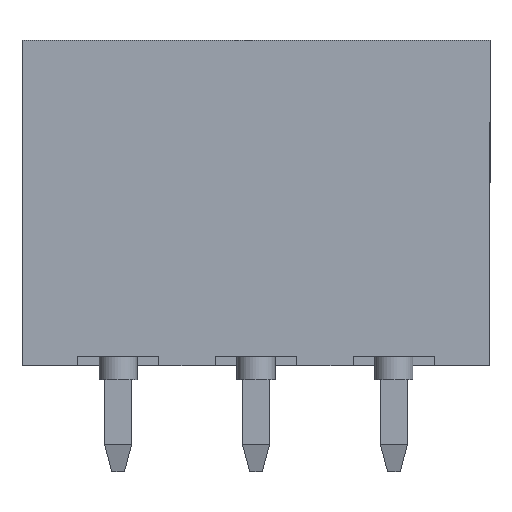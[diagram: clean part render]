
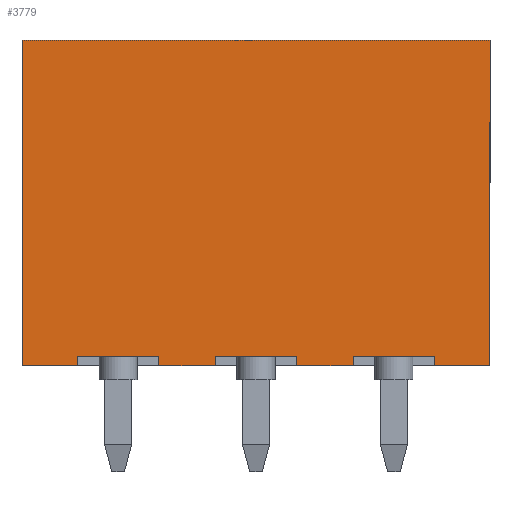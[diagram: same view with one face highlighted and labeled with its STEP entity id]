
A CAD part, front view. The second image highlights one B-rep face of the part: STEP entity #3779.
In plain terms, the highlighted planar face has unit normal (0, -1, 0).
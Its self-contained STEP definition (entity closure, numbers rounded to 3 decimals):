
#2361=CARTESIAN_POINT('',(-6.58,-3.8,0.35));
#2362=VERTEX_POINT('',#2361);
#2363=CARTESIAN_POINT('',(-3.58,-3.8,0.35));
#2364=VERTEX_POINT('',#2363);
#2365=CARTESIAN_POINT('',(-6.58,-3.8,0.35));
#2366=DIRECTION('',(1.0,0.0,0.0));
#2367=VECTOR('',#2366,3.0);
#2368=LINE('',#2365,#2367);
#2369=EDGE_CURVE('',#2362,#2364,#2368,.T.);
#2422=CARTESIAN_POINT('',(-8.62,-3.8,0.));
#2423=VERTEX_POINT('',#2422);
#2430=CARTESIAN_POINT('',(-8.62,-3.8,12.));
#2431=VERTEX_POINT('',#2430);
#2432=CARTESIAN_POINT('',(-8.62,-3.8,0.));
#2433=DIRECTION('',(0.0,0.0,1.0));
#2434=VECTOR('',#2433,12.);
#2435=LINE('',#2432,#2434);
#2436=EDGE_CURVE('',#2423,#2431,#2435,.T.);
#3662=CARTESIAN_POINT('',(-9.482,-3.8,12.6));
#3663=DIRECTION('',(0.0,-1.0,0.0));
#3664=DIRECTION('',(1.0,0.0,0.0));
#3665=AXIS2_PLACEMENT_3D('',#3662,#3663,#3664);
#3666=PLANE('',#3665);
#3667=ORIENTED_EDGE('',*,*,#2369,.T.);
#3668=CARTESIAN_POINT('',(-3.58,-3.8,0.));
#3669=VERTEX_POINT('',#3668);
#3670=CARTESIAN_POINT('',(-3.58,-3.8,0.35));
#3671=DIRECTION('',(0.0,0.0,-1.0));
#3672=VECTOR('',#3671,0.35);
#3673=LINE('',#3670,#3672);
#3674=EDGE_CURVE('',#2364,#3669,#3673,.T.);
#3675=ORIENTED_EDGE('',*,*,#3674,.T.);
#3676=CARTESIAN_POINT('',(-1.5,-3.8,0.));
#3677=VERTEX_POINT('',#3676);
#3678=CARTESIAN_POINT('',(-3.58,-3.8,0.));
#3679=DIRECTION('',(1.0,0.0,0.0));
#3680=VECTOR('',#3679,2.08);
#3681=LINE('',#3678,#3680);
#3682=EDGE_CURVE('',#3669,#3677,#3681,.T.);
#3683=ORIENTED_EDGE('',*,*,#3682,.T.);
#3684=CARTESIAN_POINT('',(-1.5,-3.8,0.35));
#3685=VERTEX_POINT('',#3684);
#3686=CARTESIAN_POINT('',(-1.5,-3.8,0.35));
#3687=DIRECTION('',(0.0,0.0,-1.0));
#3688=VECTOR('',#3687,0.35);
#3689=LINE('',#3686,#3688);
#3690=EDGE_CURVE('',#3685,#3677,#3689,.T.);
#3691=ORIENTED_EDGE('',*,*,#3690,.F.);
#3692=CARTESIAN_POINT('',(1.5,-3.8,0.35));
#3693=VERTEX_POINT('',#3692);
#3694=CARTESIAN_POINT('',(1.5,-3.8,0.35));
#3695=DIRECTION('',(-1.0,0.0,0.0));
#3696=VECTOR('',#3695,3.0);
#3697=LINE('',#3694,#3696);
#3698=EDGE_CURVE('',#3693,#3685,#3697,.T.);
#3699=ORIENTED_EDGE('',*,*,#3698,.F.);
#3700=CARTESIAN_POINT('',(1.5,-3.8,0.));
#3701=VERTEX_POINT('',#3700);
#3702=CARTESIAN_POINT('',(1.5,-3.8,0.35));
#3703=DIRECTION('',(0.0,0.0,-1.0));
#3704=VECTOR('',#3703,0.35);
#3705=LINE('',#3702,#3704);
#3706=EDGE_CURVE('',#3693,#3701,#3705,.T.);
#3707=ORIENTED_EDGE('',*,*,#3706,.T.);
#3708=CARTESIAN_POINT('',(3.58,-3.8,0.));
#3709=VERTEX_POINT('',#3708);
#3710=CARTESIAN_POINT('',(1.5,-3.8,0.));
#3711=DIRECTION('',(1.0,0.0,0.0));
#3712=VECTOR('',#3711,2.08);
#3713=LINE('',#3710,#3712);
#3714=EDGE_CURVE('',#3701,#3709,#3713,.T.);
#3715=ORIENTED_EDGE('',*,*,#3714,.T.);
#3716=CARTESIAN_POINT('',(3.58,-3.8,0.35));
#3717=VERTEX_POINT('',#3716);
#3718=CARTESIAN_POINT('',(3.58,-3.8,0.35));
#3719=DIRECTION('',(0.0,0.0,-1.0));
#3720=VECTOR('',#3719,0.35);
#3721=LINE('',#3718,#3720);
#3722=EDGE_CURVE('',#3717,#3709,#3721,.T.);
#3723=ORIENTED_EDGE('',*,*,#3722,.F.);
#3724=CARTESIAN_POINT('',(6.58,-3.8,0.35));
#3725=VERTEX_POINT('',#3724);
#3726=CARTESIAN_POINT('',(3.58,-3.8,0.35));
#3727=DIRECTION('',(1.0,0.0,0.0));
#3728=VECTOR('',#3727,3.0);
#3729=LINE('',#3726,#3728);
#3730=EDGE_CURVE('',#3717,#3725,#3729,.T.);
#3731=ORIENTED_EDGE('',*,*,#3730,.T.);
#3732=CARTESIAN_POINT('',(6.58,-3.8,0.));
#3733=VERTEX_POINT('',#3732);
#3734=CARTESIAN_POINT('',(6.58,-3.8,0.35));
#3735=DIRECTION('',(0.0,0.0,-1.0));
#3736=VECTOR('',#3735,0.35);
#3737=LINE('',#3734,#3736);
#3738=EDGE_CURVE('',#3725,#3733,#3737,.T.);
#3739=ORIENTED_EDGE('',*,*,#3738,.T.);
#3740=CARTESIAN_POINT('',(8.62,-3.8,0.));
#3741=VERTEX_POINT('',#3740);
#3742=CARTESIAN_POINT('',(8.62,-3.8,0.));
#3743=DIRECTION('',(-1.0,0.0,0.0));
#3744=VECTOR('',#3743,2.04);
#3745=LINE('',#3742,#3744);
#3746=EDGE_CURVE('',#3741,#3733,#3745,.T.);
#3747=ORIENTED_EDGE('',*,*,#3746,.F.);
#3748=CARTESIAN_POINT('',(8.62,-3.8,12.));
#3749=VERTEX_POINT('',#3748);
#3750=CARTESIAN_POINT('',(8.62,-3.8,0.));
#3751=DIRECTION('',(0.0,0.0,1.0));
#3752=VECTOR('',#3751,12.);
#3753=LINE('',#3750,#3752);
#3754=EDGE_CURVE('',#3741,#3749,#3753,.T.);
#3755=ORIENTED_EDGE('',*,*,#3754,.T.);
#3756=CARTESIAN_POINT('',(-8.62,-3.8,12.));
#3757=DIRECTION('',(1.0,0.0,0.0));
#3758=VECTOR('',#3757,17.24);
#3759=LINE('',#3756,#3758);
#3760=EDGE_CURVE('',#2431,#3749,#3759,.T.);
#3761=ORIENTED_EDGE('',*,*,#3760,.F.);
#3762=ORIENTED_EDGE('',*,*,#2436,.F.);
#3763=CARTESIAN_POINT('',(-6.58,-3.8,0.));
#3764=VERTEX_POINT('',#3763);
#3765=CARTESIAN_POINT('',(-8.62,-3.8,0.));
#3766=DIRECTION('',(1.0,0.0,0.0));
#3767=VECTOR('',#3766,2.04);
#3768=LINE('',#3765,#3767);
#3769=EDGE_CURVE('',#2423,#3764,#3768,.T.);
#3770=ORIENTED_EDGE('',*,*,#3769,.T.);
#3771=CARTESIAN_POINT('',(-6.58,-3.8,0.35));
#3772=DIRECTION('',(0.0,0.0,-1.0));
#3773=VECTOR('',#3772,0.35);
#3774=LINE('',#3771,#3773);
#3775=EDGE_CURVE('',#2362,#3764,#3774,.T.);
#3776=ORIENTED_EDGE('',*,*,#3775,.F.);
#3777=EDGE_LOOP('',(#3667,#3675,#3683,#3691,#3699,#3707,#3715,#3723,#3731,#3739,#3747,#3755,#3761,#3762,#3770,#3776));
#3778=FACE_OUTER_BOUND('',#3777,.T.);
#3779=ADVANCED_FACE('',(#3778),#3666,.T.);
